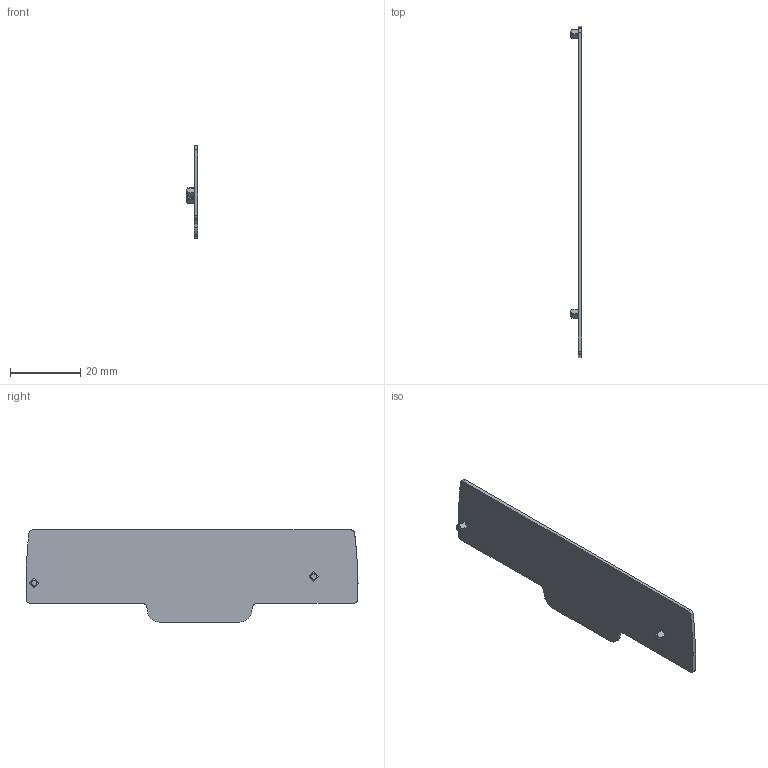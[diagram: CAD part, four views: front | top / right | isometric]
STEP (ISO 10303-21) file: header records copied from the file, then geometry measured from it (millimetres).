
FILE_DESCRIPTION(('CATIA V5 STEP Exchange','CAx-IF Rec.Pracs.--- Model Styling and Organization---1.4--- 2014-01-23'),'2;1');
FILE_NAME ('1480902-7_0', '2023-04-20T06:29:29+00:00', ('none'), ('Weidmueller'), 'CATIA Version 5-6 Release 2016 SP3 HF44', 'CATIA V5 STEP AP214', 'none');
FILE_SCHEMA(('AUTOMOTIVE_DESIGN { 1 0 10303 214 1 1 1 1 }'));
Length unit declared in the file: millimetre
Products named in the file (1): 2898180000
Bounding box: 3.3 x 94.85 x 26.3 mm (x, y, z)
Volume: 2144.4 mm3; surface area: 4521 mm2
Topology: 1 solids, 1 shells, 43 faces, 120 edges, 81 vertices
Faces by surface type: cylinder 21, plane 18, cone 4
Entity records: 1426 total; most frequent: CARTESIAN_POINT 337, ORIENTED_EDGE 240, DIRECTION 180, EDGE_CURVE 120, VERTEX_POINT 81, AXIS2_PLACEMENT_3D 80, VECTOR 61, LINE 61
